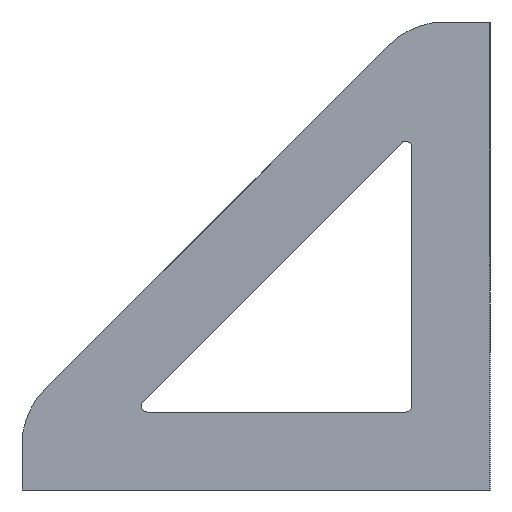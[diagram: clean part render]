
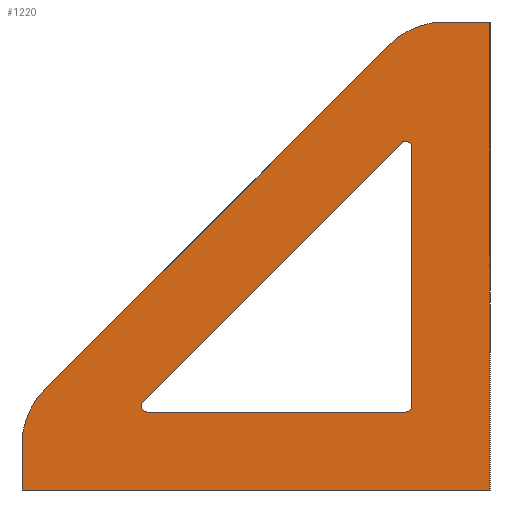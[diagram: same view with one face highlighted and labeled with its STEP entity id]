
A CAD part, left-side view. The second image highlights one B-rep face of the part: STEP entity #1220.
In plain terms, the highlighted planar face has unit normal (-1, 0, 0).
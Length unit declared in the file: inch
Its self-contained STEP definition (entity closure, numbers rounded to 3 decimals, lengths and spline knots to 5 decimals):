
#82 = ORIENTED_EDGE ( 'NONE', *, *, #431, .F. ) ;
#87 = VERTEX_POINT ( 'NONE', #1543 ) ;
#99 = VERTEX_POINT ( 'NONE', #1750 ) ;
#100 = VERTEX_POINT ( 'NONE', #1756 ) ;
#110 = VERTEX_POINT ( 'NONE', #1917 ) ;
#111 = EDGE_CURVE ( 'NONE', #100, #87, #1918, .T. ) ;
#125 = ORIENTED_EDGE ( 'NONE', *, *, #457, .T. ) ;
#132 = VERTEX_POINT ( 'NONE', #2085 ) ;
#133 = ORIENTED_EDGE ( 'NONE', *, *, #111, .T. ) ;
#135 = EDGE_CURVE ( 'NONE', #110, #99, #2115, .T. ) ;
#147 = EDGE_CURVE ( 'NONE', #461, #132, #2186, .T. ) ;
#149 = EDGE_LOOP ( 'NONE', ( #133, #2361, #460, #2156, #617, #3096, #125 ) ) ;
#152 = VERTEX_POINT ( 'NONE', #2191 ) ;
#232 = VERTEX_POINT ( 'NONE', #2613 ) ;
#256 = EDGE_CURVE ( 'NONE', #232, #3103, #2695, .T. ) ;
#410 = VERTEX_POINT ( 'NONE', #627 ) ;
#431 = EDGE_CURVE ( 'NONE', #476, #1201, #708, .T. ) ;
#457 = EDGE_CURVE ( 'NONE', #99, #100, #844, .T. ) ;
#460 = ORIENTED_EDGE ( 'NONE', *, *, #3001, .T. ) ;
#461 = VERTEX_POINT ( 'NONE', #854 ) ;
#476 = VERTEX_POINT ( 'NONE', #963 ) ;
#488 = EDGE_CURVE ( 'NONE', #592, #461, #998, .T. ) ;
#506 = ORIENTED_EDGE ( 'NONE', *, *, #488, .F. ) ;
#559 = ORIENTED_EDGE ( 'NONE', *, *, #147, .F. ) ;
#592 = VERTEX_POINT ( 'NONE', #1600 ) ;
#609 = ORIENTED_EDGE ( 'NONE', *, *, #3120, .F. ) ;
#617 = ORIENTED_EDGE ( 'NONE', *, *, #3119, .T. ) ;
#627 = CARTESIAN_POINT ( 'NONE',  ( -2.905, 1.09772, 0.25 ) ) ;
#708 = CIRCLE ( 'NONE', #709, 0.02 ) ;
#709 = AXIS2_PLACEMENT_3D ( 'NONE', #710, #711, #712 ) ;
#710 = CARTESIAN_POINT ( 'NONE',  ( -2.905, 0.27, 0.27 ) ) ;
#711 = DIRECTION ( 'NONE',  ( -1., 0., 0. ) ) ;
#712 = DIRECTION ( 'NONE',  ( 0., 0., 1. ) ) ;
#844 = CIRCLE ( 'NONE', #845, 0.25 ) ;
#845 = AXIS2_PLACEMENT_3D ( 'NONE', #846, #847, #848 ) ;
#846 = CARTESIAN_POINT ( 'NONE',  ( -2.905, 1.25, 0.146 ) ) ;
#847 = DIRECTION ( 'NONE',  ( -1., 0., 0. ) ) ;
#848 = DIRECTION ( 'NONE',  ( 0., 0., 1. ) ) ;
#854 = CARTESIAN_POINT ( 'NONE',  ( -2.905, 0.28414, 1.11186 ) ) ;
#963 = CARTESIAN_POINT ( 'NONE',  ( -2.905, 0.27, 0.25 ) ) ;
#989 = EDGE_LOOP ( 'NONE', ( #609, #559, #506, #2247, #1782, #82, #3002 ) ) ;
#998 = CIRCLE ( 'NONE', #999, 0.02 ) ;
#999 = AXIS2_PLACEMENT_3D ( 'NONE', #1000, #1001, #1002 ) ;
#1000 = CARTESIAN_POINT ( 'NONE',  ( -2.905, 0.27, 1.09772 ) ) ;
#1001 = DIRECTION ( 'NONE',  ( -1., 0., 0. ) ) ;
#1002 = DIRECTION ( 'NONE',  ( 0., 0., 1. ) ) ;
#1201 = VERTEX_POINT ( 'NONE', #2298 ) ;
#1220 = ADVANCED_FACE ( 'NONE', ( #2300, #2301 ), #2304, .T. ) ;
#1418 = EDGE_CURVE ( 'NONE', #1201, #152, #2410, .T. ) ;
#1438 = EDGE_CURVE ( 'NONE', #87, #2807, #2453, .T. ) ;
#1441 = CARTESIAN_POINT ( 'NONE',  ( -2.905, 0.146, 1.5 ) ) ;
#1442 = CIRCLE ( 'NONE', #1443, 0.02 ) ;
#1443 = AXIS2_PLACEMENT_3D ( 'NONE', #1444, #1445, #1446 ) ;
#1444 = CARTESIAN_POINT ( 'NONE',  ( -2.905, 0.27, 1.09772 ) ) ;
#1445 = DIRECTION ( 'NONE',  ( -1., 0., 0. ) ) ;
#1446 = DIRECTION ( 'NONE',  ( 0., 0., 1. ) ) ;
#1543 = CARTESIAN_POINT ( 'NONE',  ( -2.905, 1.5, 0. ) ) ;
#1600 = CARTESIAN_POINT ( 'NONE',  ( -2.905, 0.27, 1.11772 ) ) ;
#1627 = CIRCLE ( 'NONE', #1628, 0.25 ) ;
#1628 = AXIS2_PLACEMENT_3D ( 'NONE', #1629, #1630, #1631 ) ;
#1629 = CARTESIAN_POINT ( 'NONE',  ( -2.905, 0.146, 1.25 ) ) ;
#1630 = DIRECTION ( 'NONE',  ( -1., 0., 0. ) ) ;
#1631 = DIRECTION ( 'NONE',  ( 0., 0., 1. ) ) ;
#1677 = CIRCLE ( 'NONE', #1679, 0.02 ) ;
#1679 = AXIS2_PLACEMENT_3D ( 'NONE', #1680, #1681, #1682 ) ;
#1680 = CARTESIAN_POINT ( 'NONE',  ( -2.905, 1.09772, 0.27 ) ) ;
#1681 = DIRECTION ( 'NONE',  ( -1., 0., 0. ) ) ;
#1682 = DIRECTION ( 'NONE',  ( 0., 0., 1. ) ) ;
#1750 = CARTESIAN_POINT ( 'NONE',  ( -2.905, 1.42678, 0.32278 ) ) ;
#1756 = CARTESIAN_POINT ( 'NONE',  ( -2.905, 1.5, 0.146 ) ) ;
#1782 = ORIENTED_EDGE ( 'NONE', *, *, #1418, .F. ) ;
#1799 = CARTESIAN_POINT ( 'NONE',  ( -2.905, 0., 0. ) ) ;
#1917 = CARTESIAN_POINT ( 'NONE',  ( -2.905, 0.32278, 1.42678 ) ) ;
#1918 = LINE ( 'NONE', #1919, #1920 ) ;
#1919 = CARTESIAN_POINT ( 'NONE',  ( -2.905, 1.5, 0.146 ) ) ;
#1920 = VECTOR ( 'NONE', #1921, 39.37008 ) ;
#1921 = DIRECTION ( 'NONE',  ( 0., 0., -1. ) ) ;
#1971 = LINE ( 'NONE', #1972, #1973 ) ;
#1972 = CARTESIAN_POINT ( 'NONE',  ( -2.905, 0., 0. ) ) ;
#1973 = VECTOR ( 'NONE', #1974, 39.37008 ) ;
#1974 = DIRECTION ( 'NONE',  ( 0., 0., 1. ) ) ;
#2085 = CARTESIAN_POINT ( 'NONE',  ( -2.905, 1.11186, 0.28414 ) ) ;
#2115 = LINE ( 'NONE', #2116, #2121 ) ;
#2116 = CARTESIAN_POINT ( 'NONE',  ( -2.905, 1.42678, 0.32278 ) ) ;
#2121 = VECTOR ( 'NONE', #2122, 39.37008 ) ;
#2122 = DIRECTION ( 'NONE',  ( 0., 0.707, -0.707 ) ) ;
#2156 = ORIENTED_EDGE ( 'NONE', *, *, #256, .T. ) ;
#2176 = EDGE_CURVE ( 'NONE', #410, #476, #2816, .T. ) ;
#2186 = LINE ( 'NONE', #2187, #2188 ) ;
#2187 = CARTESIAN_POINT ( 'NONE',  ( -2.905, 1.11186, 0.28414 ) ) ;
#2188 = VECTOR ( 'NONE', #2189, 39.37008 ) ;
#2189 = DIRECTION ( 'NONE',  ( 0., 0.707, -0.707 ) ) ;
#2191 = CARTESIAN_POINT ( 'NONE',  ( -2.905, 0.25, 1.09772 ) ) ;
#2247 = ORIENTED_EDGE ( 'NONE', *, *, #3104, .F. ) ;
#2298 = CARTESIAN_POINT ( 'NONE',  ( -2.905, 0.25, 0.27 ) ) ;
#2300 = FACE_BOUND ( 'NONE', #989, .T. ) ;
#2301 = FACE_OUTER_BOUND ( 'NONE', #149, .T. ) ;
#2304 = PLANE ( 'NONE',  #2305 ) ;
#2305 = AXIS2_PLACEMENT_3D ( 'NONE', #2306, #2307, #2308 ) ;
#2306 = CARTESIAN_POINT ( 'NONE',  ( -2.905, 0.146, 1.25 ) ) ;
#2307 = DIRECTION ( 'NONE',  ( -1., 0., 0. ) ) ;
#2308 = DIRECTION ( 'NONE',  ( 0., 0., 1. ) ) ;
#2361 = ORIENTED_EDGE ( 'NONE', *, *, #1438, .T. ) ;
#2410 = LINE ( 'NONE', #2414, #2415 ) ;
#2414 = CARTESIAN_POINT ( 'NONE',  ( -2.905, 0.25, 0.27 ) ) ;
#2415 = VECTOR ( 'NONE', #2416, 39.37008 ) ;
#2416 = DIRECTION ( 'NONE',  ( 0., 0., 1. ) ) ;
#2453 = LINE ( 'NONE', #2454, #2455 ) ;
#2454 = CARTESIAN_POINT ( 'NONE',  ( -2.905, 1.5, 0. ) ) ;
#2455 = VECTOR ( 'NONE', #2456, 39.37008 ) ;
#2456 = DIRECTION ( 'NONE',  ( 0., -1., 0. ) ) ;
#2613 = CARTESIAN_POINT ( 'NONE',  ( -2.905, 0., 1.5 ) ) ;
#2695 = LINE ( 'NONE', #2696, #2697 ) ;
#2696 = CARTESIAN_POINT ( 'NONE',  ( -2.905, 0., 1.5 ) ) ;
#2697 = VECTOR ( 'NONE', #2700, 39.37008 ) ;
#2700 = DIRECTION ( 'NONE',  ( 0., 1., 0. ) ) ;
#2807 = VERTEX_POINT ( 'NONE', #1799 ) ;
#2816 = LINE ( 'NONE', #2817, #2818 ) ;
#2817 = CARTESIAN_POINT ( 'NONE',  ( -2.905, 1.09772, 0.25 ) ) ;
#2818 = VECTOR ( 'NONE', #2819, 39.37008 ) ;
#2819 = DIRECTION ( 'NONE',  ( 0., -1., 0. ) ) ;
#3001 = EDGE_CURVE ( 'NONE', #2807, #232, #1971, .T. ) ;
#3002 = ORIENTED_EDGE ( 'NONE', *, *, #2176, .F. ) ;
#3096 = ORIENTED_EDGE ( 'NONE', *, *, #135, .T. ) ;
#3103 = VERTEX_POINT ( 'NONE', #1441 ) ;
#3104 = EDGE_CURVE ( 'NONE', #152, #592, #1442, .T. ) ;
#3119 = EDGE_CURVE ( 'NONE', #3103, #110, #1627, .T. ) ;
#3120 = EDGE_CURVE ( 'NONE', #132, #410, #1677, .T. ) ;
